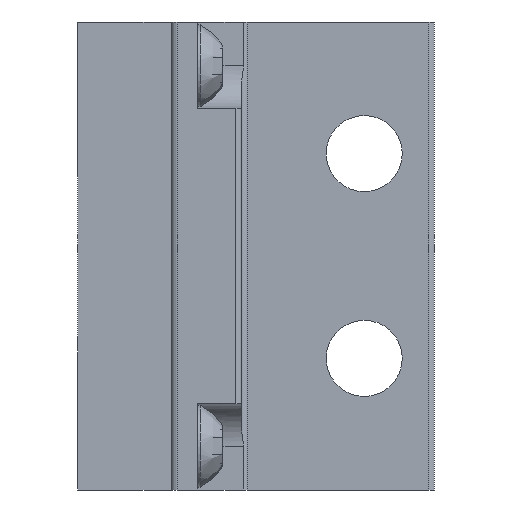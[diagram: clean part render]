
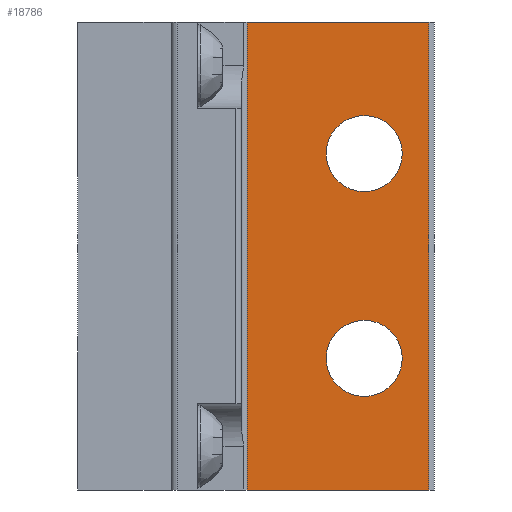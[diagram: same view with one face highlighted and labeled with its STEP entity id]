
A CAD part, left-side view. The second image highlights one B-rep face of the part: STEP entity #18786.
In plain terms, the highlighted planar face has unit normal (-1, 0, 0).
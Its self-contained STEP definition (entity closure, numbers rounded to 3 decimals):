
#18286=AXIS2_PLACEMENT_3D('Circle Axis2P3D',#18284,#18285,$) ;
#18310=AXIS2_PLACEMENT_3D('Circle Axis2P3D',#18308,#18309,$) ;
#18338=AXIS2_PLACEMENT_3D('Circle Axis2P3D',#18336,#18337,$) ;
#18362=AXIS2_PLACEMENT_3D('Circle Axis2P3D',#18360,#18361,$) ;
#18758=AXIS2_PLACEMENT_3D('Plane Axis2P3D',#18755,#18756,#18757) ;
#17389=CARTESIAN_POINT('Vertex',(-721.,-50.,51.)) ;
#17392=CARTESIAN_POINT('Line Origine',(-721.,-34.5,51.)) ;
#17396=CARTESIAN_POINT('Vertex',(-721.,-19.,51.)) ;
#17644=CARTESIAN_POINT('Line Origine',(-721.,-19.,91.)) ;
#17648=CARTESIAN_POINT('Vertex',(-721.,-19.,131.)) ;
#18281=CARTESIAN_POINT('Vertex',(-721.,-44.704,111.616)) ;
#18284=CARTESIAN_POINT('Axis2P3D Location',(-721.,-39.,108.5)) ;
#18288=CARTESIAN_POINT('Vertex',(-721.,-33.296,105.384)) ;
#18308=CARTESIAN_POINT('Axis2P3D Location',(-721.,-39.,108.5)) ;
#18333=CARTESIAN_POINT('Vertex',(-721.,-44.704,76.616)) ;
#18336=CARTESIAN_POINT('Axis2P3D Location',(-721.,-39.,73.5)) ;
#18340=CARTESIAN_POINT('Vertex',(-721.,-33.296,70.384)) ;
#18360=CARTESIAN_POINT('Axis2P3D Location',(-721.,-39.,73.5)) ;
#18755=CARTESIAN_POINT('Axis2P3D Location',(-721.,-18.,91.)) ;
#18760=CARTESIAN_POINT('Line Origine',(-721.,-50.,91.)) ;
#18764=CARTESIAN_POINT('Vertex',(-721.,-50.,131.)) ;
#18767=CARTESIAN_POINT('Line Origine',(-721.,-34.5,131.)) ;
#17393=DIRECTION('Vector Direction',(0.,-1.,0.)) ;
#17645=DIRECTION('Vector Direction',(0.,0.,1.)) ;
#18285=DIRECTION('Axis2P3D Direction',(-1.,0.,0.)) ;
#18309=DIRECTION('Axis2P3D Direction',(-1.,0.,0.)) ;
#18337=DIRECTION('Axis2P3D Direction',(-1.,0.,0.)) ;
#18361=DIRECTION('Axis2P3D Direction',(-1.,0.,0.)) ;
#18756=DIRECTION('Axis2P3D Direction',(-1.,0.,0.)) ;
#18757=DIRECTION('Axis2P3D XDirection',(0.,-1.,0.)) ;
#18761=DIRECTION('Vector Direction',(0.,0.,1.)) ;
#18768=DIRECTION('Vector Direction',(0.,-1.,0.)) ;
#17394=VECTOR('Line Direction',#17393,1.) ;
#17646=VECTOR('Line Direction',#17645,1.) ;
#18762=VECTOR('Line Direction',#18761,1.) ;
#18769=VECTOR('Line Direction',#18768,1.) ;
#18773=ORIENTED_EDGE('',*,*,#18766,.T.) ;
#18774=ORIENTED_EDGE('',*,*,#18771,.F.) ;
#18775=ORIENTED_EDGE('',*,*,#17650,.T.) ;
#18776=ORIENTED_EDGE('',*,*,#17398,.T.) ;
#18779=ORIENTED_EDGE('',*,*,#18364,.F.) ;
#18780=ORIENTED_EDGE('',*,*,#18342,.F.) ;
#18783=ORIENTED_EDGE('',*,*,#18312,.F.) ;
#18784=ORIENTED_EDGE('',*,*,#18290,.F.) ;
#18781=FACE_BOUND('',#18778,.T.) ;
#18785=FACE_BOUND('',#18782,.T.) ;
#18786=ADVANCED_FACE('RB0349001_1PA_001_04_N2_4000_FP_TERMINAL_SHORT.11\\PartBody',(#18777,#18781,#18785),#18759,.T.) ;
#18287=CIRCLE('generated circle',#18286,6.5) ;
#18311=CIRCLE('generated circle',#18310,6.5) ;
#18339=CIRCLE('generated circle',#18338,6.5) ;
#18363=CIRCLE('generated circle',#18362,6.5) ;
#17398=EDGE_CURVE('',#17397,#17390,#17395,.T.) ;
#17650=EDGE_CURVE('',#17649,#17397,#17647,.F.) ;
#18290=EDGE_CURVE('',#18282,#18289,#18287,.T.) ;
#18312=EDGE_CURVE('',#18289,#18282,#18311,.T.) ;
#18342=EDGE_CURVE('',#18334,#18341,#18339,.T.) ;
#18364=EDGE_CURVE('',#18341,#18334,#18363,.T.) ;
#18766=EDGE_CURVE('',#17390,#18765,#18763,.T.) ;
#18771=EDGE_CURVE('',#17649,#18765,#18770,.T.) ;
#18772=EDGE_LOOP('',(#18773,#18774,#18775,#18776)) ;
#18778=EDGE_LOOP('',(#18779,#18780)) ;
#18782=EDGE_LOOP('',(#18783,#18784)) ;
#18777=FACE_OUTER_BOUND('',#18772,.T.) ;
#17395=LINE('Line',#17392,#17394) ;
#17647=LINE('Line',#17644,#17646) ;
#18763=LINE('Line',#18760,#18762) ;
#18770=LINE('Line',#18767,#18769) ;
#18759=PLANE('',#18758) ;
#17390=VERTEX_POINT('',#17389) ;
#17397=VERTEX_POINT('',#17396) ;
#17649=VERTEX_POINT('',#17648) ;
#18282=VERTEX_POINT('',#18281) ;
#18289=VERTEX_POINT('',#18288) ;
#18334=VERTEX_POINT('',#18333) ;
#18341=VERTEX_POINT('',#18340) ;
#18765=VERTEX_POINT('',#18764) ;
